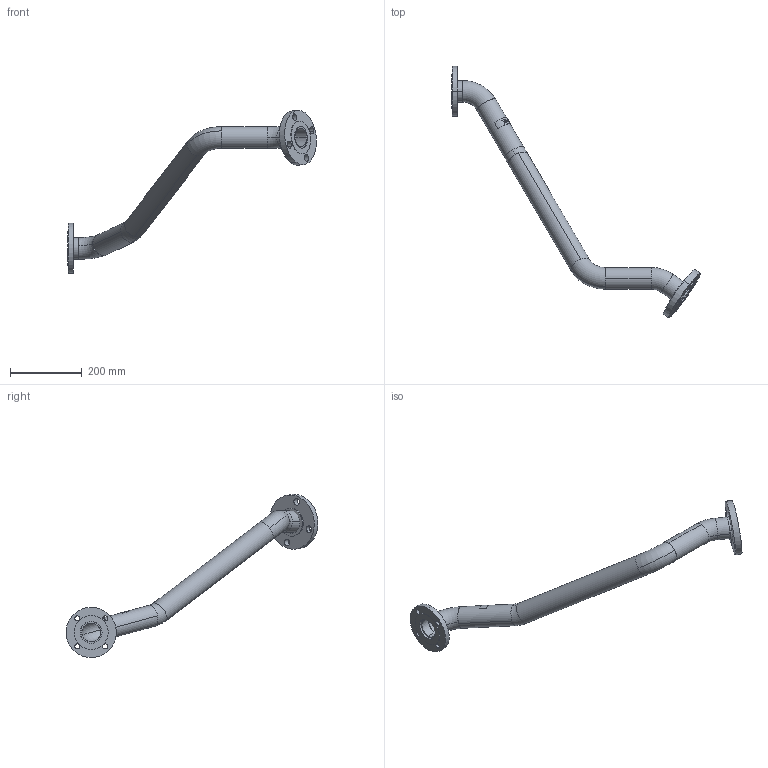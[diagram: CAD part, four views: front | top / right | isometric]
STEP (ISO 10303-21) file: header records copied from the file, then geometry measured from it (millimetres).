
FILE_DESCRIPTION (( 'STEP AP203' ), '1' );
FILE_NAME ('3974-13-50-021_REV_.step', '2026-02-01T23:38:34', ( '' ), ( '' ), 'SwSTEP 2.0', 'SolidWorks 2025', '' );
FILE_SCHEMA (( 'CONFIG_CONTROL_DESIGN' ));
Length unit declared in the file: millimetre
Products named in the file (9): OEM-50-LR-40-316L_35 DEGREE; OEM-50-PN6-SO-316L; OEM-50-150-SO-316L; 3974-13-50-021_REV_; OEM-50-LR-40-316L_60 DEGREE; 3435-50-021-01_Default<As Machined>; 3435-50-021-02; OEM-50-LR-40-316L_65 DEGREE; OEM-50-LR-40-316L_20 DEGREE
Assembly tree (8 placements, depth 2):
  3974-13-50-021_REV_
    3435-50-021-01_Default<As Machined>
    OEM-50-PN6-SO-316L
    OEM-50-150-SO-316L
    3435-50-021-02
    OEM-50-LR-40-316L_35 DEGREE
    OEM-50-LR-40-316L_65 DEGREE
    OEM-50-LR-40-316L_20 DEGREE
    OEM-50-LR-40-316L_60 DEGREE
Bounding box: 693.02 x 701.23 x 454.22 mm (x, y, z)
Volume: 1153427.2 mm3; surface area: 461805.9 mm2
Topology: 12 solids, 12 shells, 152 faces, 357 edges, 238 vertices
Faces by surface type: cylinder 62, plane 48, bspline 26, torus 16
Entity records: 10728 total; most frequent: CARTESIAN_POINT 6290, ORIENTED_EDGE 714, DIRECTION 712, EDGE_CURVE 357, AXIS2_PLACEMENT_3D 313, VERTEX_POINT 238, EDGE_LOOP 199, CIRCLE 176
